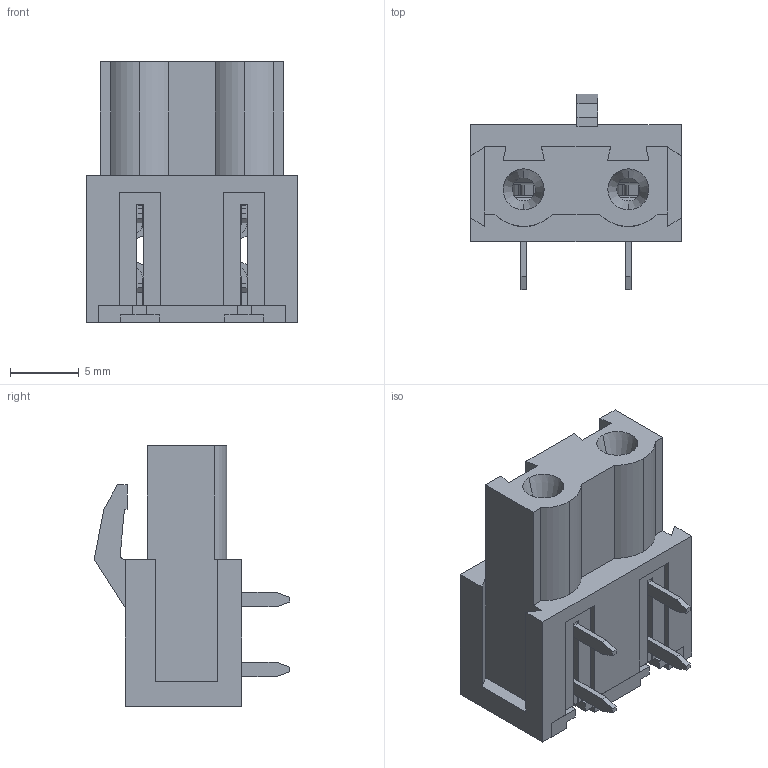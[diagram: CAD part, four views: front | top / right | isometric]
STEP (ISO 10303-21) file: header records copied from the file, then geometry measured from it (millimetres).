
FILE_DESCRIPTION (( 'STEP AP214' ), '1' );
FILE_NAME ('Connecteur Chargeur.STEP', '2014-07-15T12:13:16', ( 'Home' ), ( '' ), 'SwSTEP 2.0', 'SolidWorks 2013', '' );
FILE_SCHEMA (( 'AUTOMOTIVE_DESIGN' ));
Length unit declared in the file: millimetre
Products named in the file (5): DEFAULT; DEFAULT-2; DEFAULT-1; Connecteur Chargeur
Assembly tree (5 placements, depth 3):
  Connecteur Chargeur
    DEFAULT
      DEFAULT
      DEFAULT-1
      DEFAULT-2  x2
Bounding box: 15.34 x 14.25 x 19 mm (x, y, z)
Volume: 1101 mm3; surface area: 2624.7 mm2
Topology: 3 solids, 4 shells, 325 faces, 901 edges, 578 vertices
Faces by surface type: plane 235, cylinder 80, cone 6, sphere 4
Entity records: 8120 total; most frequent: CARTESIAN_POINT 1696, ORIENTED_EDGE 1342, DIRECTION 1251, EDGE_CURVE 679, LINE 545, VECTOR 545, VERTEX_POINT 442, AXIS2_PLACEMENT_3D 353
